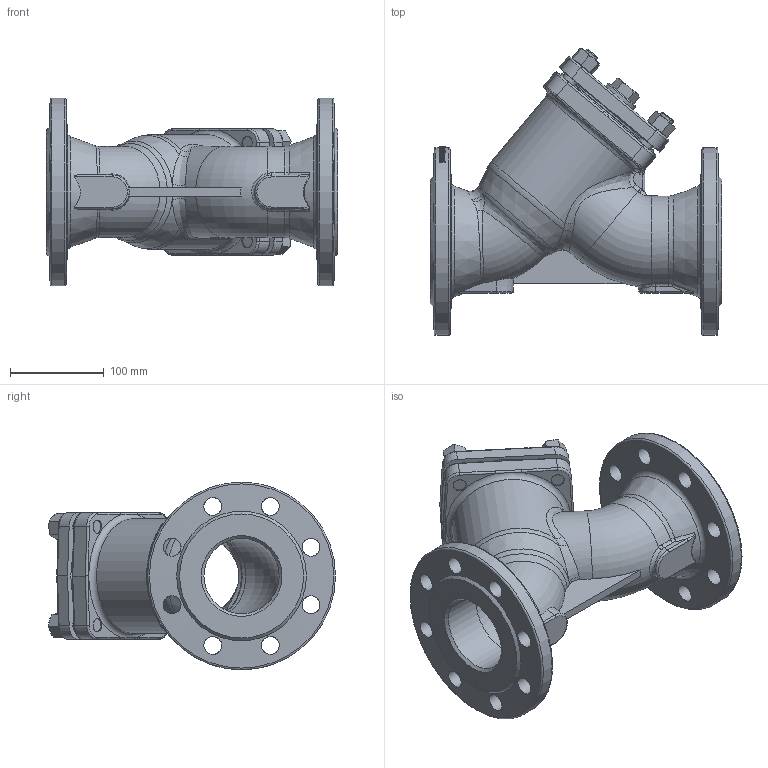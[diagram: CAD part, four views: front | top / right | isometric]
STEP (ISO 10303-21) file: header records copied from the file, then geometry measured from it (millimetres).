
FILE_DESCRIPTION(/* description */ ('236080'),/* implementation_level */ '2;1');
FILE_NAME(/* name */ '236080.stp',/* time_stamp */ '2017-11-06T10:22:46+01:00',/* author */ ('jmorand'),/* organization */ ('Sferaco'),/* preprocessor_version */ 'ST-DEVELOPER v16.5',/* originating_system */ 'Autodesk Inventor 2017',/* authorisation */ '');
FILE_SCHEMA (('CONFIG_CONTROL_DESIGN'));
Products named in the file (1): 821_DN80_PN16
Bounding box: 310 x 305.46 x 200 mm (x, y, z)
Volume: 2563826.7 mm3; surface area: 450287.2 mm2
Topology: 11 solids, 11 shells, 874 faces, 2184 edges, 1389 vertices
Faces by surface type: bspline 341, plane 255, cylinder 150, cone 81, torus 47
Full cylindrical faces by diameter (mm): 13.797 x8, 14 x8, 16 x16, 16.5 x4, 18 x4, 19 x16, 24 x4, 30.3 x1, 33.24 x1, 39 x1, 41 x1, 80 x4, 89.5 x2, 103 x1, 122 x2, 128 x1, 200 x2
Entity records: 60179 total; most frequent: CARTESIAN_POINT 42261, ORIENTED_EDGE 3992, DIRECTION 2779, EDGE_CURVE 1996, VERTEX_POINT 1351, EDGE_LOOP 1143, AXIS2_PLACEMENT_3D 1042, FACE_OUTER_BOUND 874
